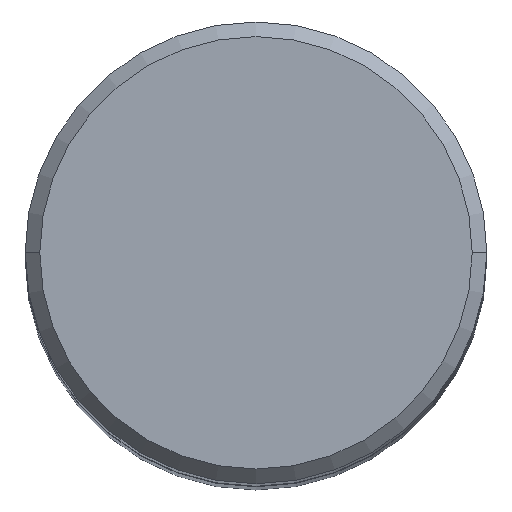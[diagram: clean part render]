
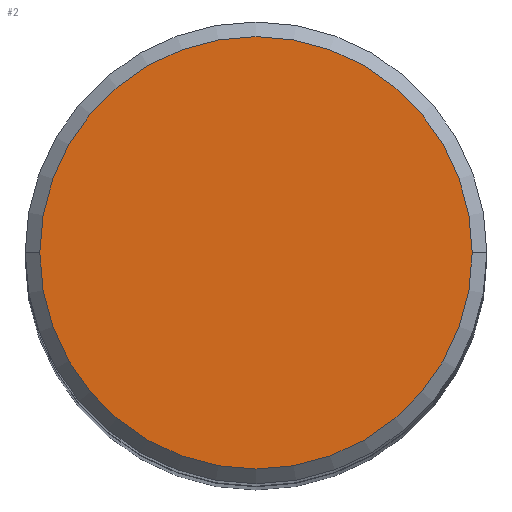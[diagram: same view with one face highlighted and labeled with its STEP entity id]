
A CAD part, top view. The second image highlights one B-rep face of the part: STEP entity #2.
In plain terms, the highlighted planar face has unit normal (0, 0, 1).
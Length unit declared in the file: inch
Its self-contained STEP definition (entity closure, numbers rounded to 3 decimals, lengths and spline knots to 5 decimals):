
#2 = ADVANCED_FACE ( 'NONE', ( #207 ), #354, .F. ) ;
#18 = ORIENTED_EDGE ( 'NONE', *, *, #126, .T. ) ;
#47 = CIRCLE ( 'NONE', #168, 0.29495 ) ;
#51 = CIRCLE ( 'NONE', #428, 0.29495 ) ;
#59 = ORIENTED_EDGE ( 'NONE', *, *, #124, .T. ) ;
#76 = DIRECTION ( 'NONE',  ( 0., 0., 1. ) ) ;
#105 = CARTESIAN_POINT ( 'NONE',  ( 0., 0.29495, 0. ) ) ;
#124 = EDGE_CURVE ( 'NONE', #328, #481, #47, .T. ) ;
#126 = EDGE_CURVE ( 'NONE', #481, #328, #51, .T. ) ;
#168 = AXIS2_PLACEMENT_3D ( 'NONE', #299, #76, #228 ) ;
#179 = CARTESIAN_POINT ( 'NONE',  ( 0.29495, 0., 0. ) ) ;
#190 = CARTESIAN_POINT ( 'NONE',  ( 0., 0., 0. ) ) ;
#207 = FACE_OUTER_BOUND ( 'NONE', #300, .T. ) ;
#228 = DIRECTION ( 'NONE',  ( 1., 0., 0. ) ) ;
#259 = CARTESIAN_POINT ( 'NONE',  ( -0.29495, 0., 0. ) ) ;
#284 = AXIS2_PLACEMENT_3D ( 'NONE', #105, #377, #369 ) ;
#299 = CARTESIAN_POINT ( 'NONE',  ( 0., 0., 0. ) ) ;
#300 = EDGE_LOOP ( 'NONE', ( #18, #59 ) ) ;
#328 = VERTEX_POINT ( 'NONE', #179 ) ;
#339 = DIRECTION ( 'NONE',  ( 0., 0., 1. ) ) ;
#354 = PLANE ( 'NONE',  #284 ) ;
#369 = DIRECTION ( 'NONE',  ( -1., 0., 0. ) ) ;
#377 = DIRECTION ( 'NONE',  ( 0., 0., -1. ) ) ;
#428 = AXIS2_PLACEMENT_3D ( 'NONE', #190, #339, #456 ) ;
#456 = DIRECTION ( 'NONE',  ( 1., 0., 0. ) ) ;
#481 = VERTEX_POINT ( 'NONE', #259 ) ;
